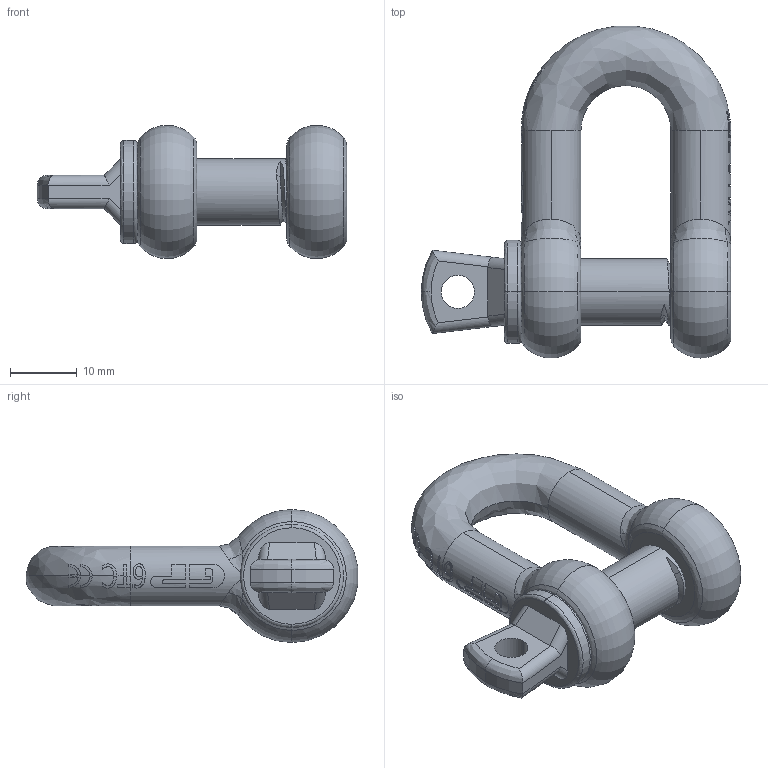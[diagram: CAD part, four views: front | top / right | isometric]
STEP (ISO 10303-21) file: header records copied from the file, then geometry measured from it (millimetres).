
FILE_DESCRIPTION(('STEP AP214'),'1');
FILE_NAME('gpgdbb08.stp','2017-04-07T04:16:53',('TraceParts'),('TraceParts S.A.'),'Spatial InterOp 3D',' ',' ');
FILE_SCHEMA(('automotive_design'));
Length unit declared in the file: millimetre
Products named in the file (2): gpgdbb08_1; gpgdbb08_2
Bounding box: 46.5 x 49.88 x 20 mm (x, y, z)
Volume: 11148.5 mm3; surface area: 6152.2 mm2
Topology: 2 solids, 2 shells, 319 faces, 890 edges, 574 vertices
Faces by surface type: bspline 129, plane 106, cylinder 73, torus 8, cone 3
Entity records: 19053 total; most frequent: CARTESIAN_POINT 12031, ORIENTED_EDGE 1752, DIRECTION 1019, EDGE_CURVE 876, VERTEX_POINT 574, AXIS2_PLACEMENT_3D 353, B_SPLINE_CURVE_WITH_KNOTS 350, EDGE_LOOP 338
